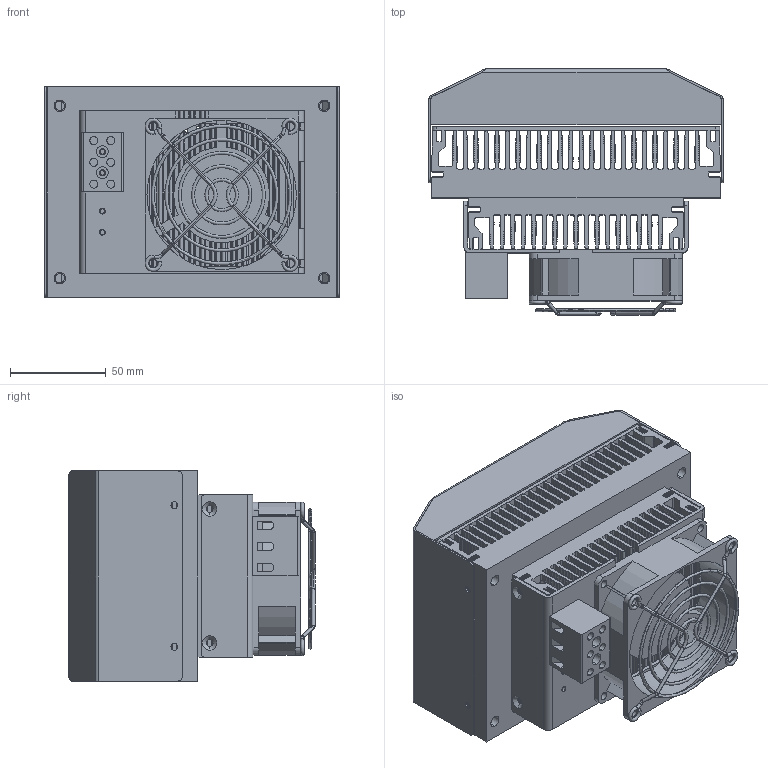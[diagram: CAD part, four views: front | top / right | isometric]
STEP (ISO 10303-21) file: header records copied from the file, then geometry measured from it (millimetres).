
FILE_DESCRIPTION((''),'2;1');
FILE_NAME('TG3030-2016_ASM_ASM','2017-04-11T',('briang'),(''),'CREO PARAMETRIC BY PTC INC, 2014500','CREO PARAMETRIC BY PTC INC, 2014500','');
FILE_SCHEMA(('CONFIG_CONTROL_DESIGN'));
Products named in the file (1): TG3030-2016_ASM_ASM
Bounding box: 153.5 x 128.45 x 110 mm (x, y, z)
Volume: 613359.2 mm3; surface area: 393327.1 mm2
Topology: 2 solids, 15 shells, 3157 faces, 10058 edges, 6769 vertices
Faces by surface type: cylinder 1726, plane 1337, torus 48, cone 30, bspline 12, extrusion 4
Entity records: 117752 total; most frequent: CARTESIAN_POINT 29235, ORIENTED_EDGE 19728, DIRECTION 17421, EDGE_CURVE 10058, VERTEX_POINT 6836, AXIS2_PLACEMENT_3D 6029, VECTOR 5363, LINE 5359
